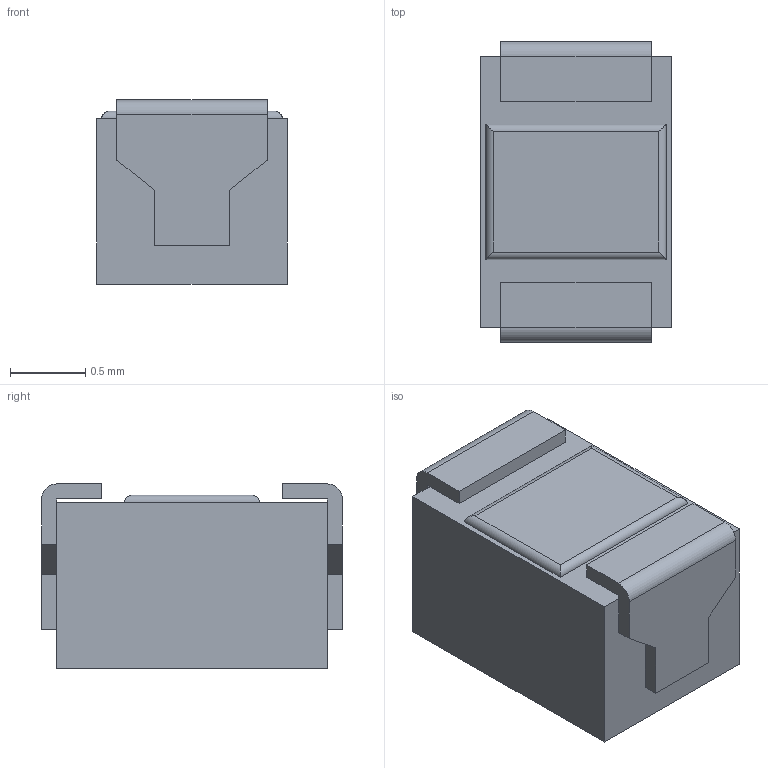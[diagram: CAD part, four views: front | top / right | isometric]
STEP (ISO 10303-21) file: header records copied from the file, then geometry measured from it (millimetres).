
FILE_DESCRIPTION((''),'2;1');
FILE_NAME('CM201212','2012-08-21T',('ryans'),('Bourns, Inc.'),'PRO/ENGINEER BY PARAMETRIC TECHNOLOGY CORPORATION, 2010100','PRO/ENGINEER BY PARAMETRIC TECHNOLOGY CORPORATION, 2010100','');
FILE_SCHEMA(('CONFIG_CONTROL_DESIGN'));
Length unit declared in the file: millimetre
Products named in the file (1): CM201212
Bounding box: 1.27 x 2 x 1.23 mm (x, y, z)
Volume: 2.8 mm3; surface area: 13.9 mm2
Topology: 1 solids, 1 shells, 37 faces, 98 edges, 64 vertices
Faces by surface type: plane 31, cylinder 6
Entity records: 1214 total; most frequent: CARTESIAN_POINT 259, ORIENTED_EDGE 196, DIRECTION 172, EDGE_CURVE 98, VECTOR 90, LINE 90, VERTEX_POINT 64, AXIS2_PLACEMENT_3D 41
